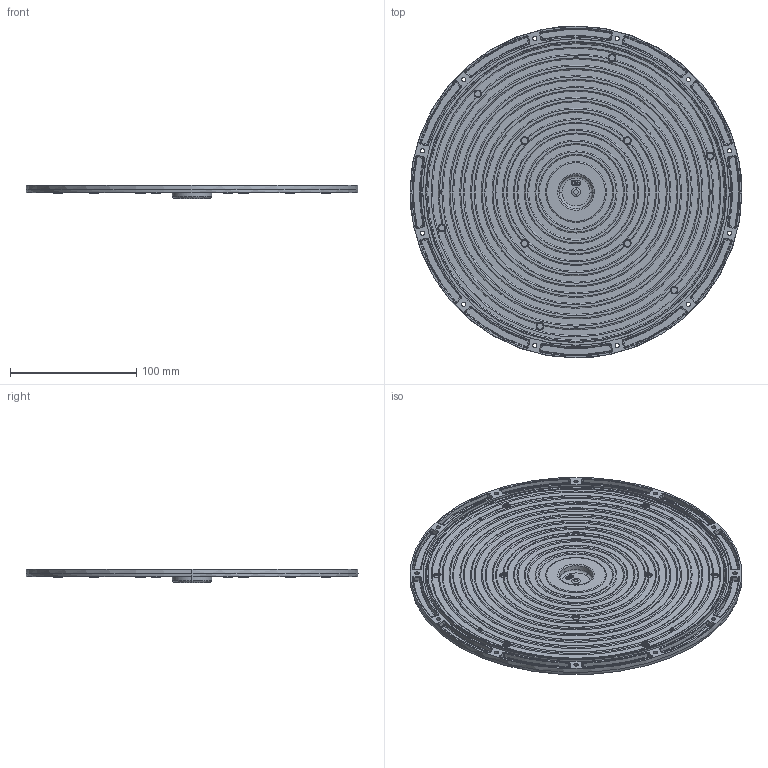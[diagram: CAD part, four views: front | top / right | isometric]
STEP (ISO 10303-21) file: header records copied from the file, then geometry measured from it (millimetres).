
FILE_DESCRIPTION (( 'STEP AP203' ), '1' );
FILE_NAME ('UFO263-150W-T90-B26-20210510.stp', '2022-02-11T08:35:15', ( 'Windows 蚚誧' ), ( '' ), 'SwSTEP 2.0', 'SolidWorks 2019', '' );
FILE_SCHEMA (( 'CONFIG_CONTROL_DESIGN' ));
Products named in the file (1): UFO263-150W-T90-B26-20210510
Bounding box: 262.85 x 262.85 x 10.3 mm (x, y, z)
Volume: 162668.2 mm3; surface area: 141467.4 mm2
Topology: 1 solids, 1 shells, 823 faces, 2151 edges, 1392 vertices
Faces by surface type: bspline 337, cylinder 172, cone 161, plane 151, torus 2
Entity records: 57999 total; most frequent: CARTESIAN_POINT 41563, ORIENTED_EDGE 4242, DIRECTION 2196, EDGE_CURVE 2121, VERTEX_POINT 1392, B_SPLINE_CURVE_WITH_KNOTS 1226, AXIS2_PLACEMENT_3D 968, EDGE_LOOP 939
